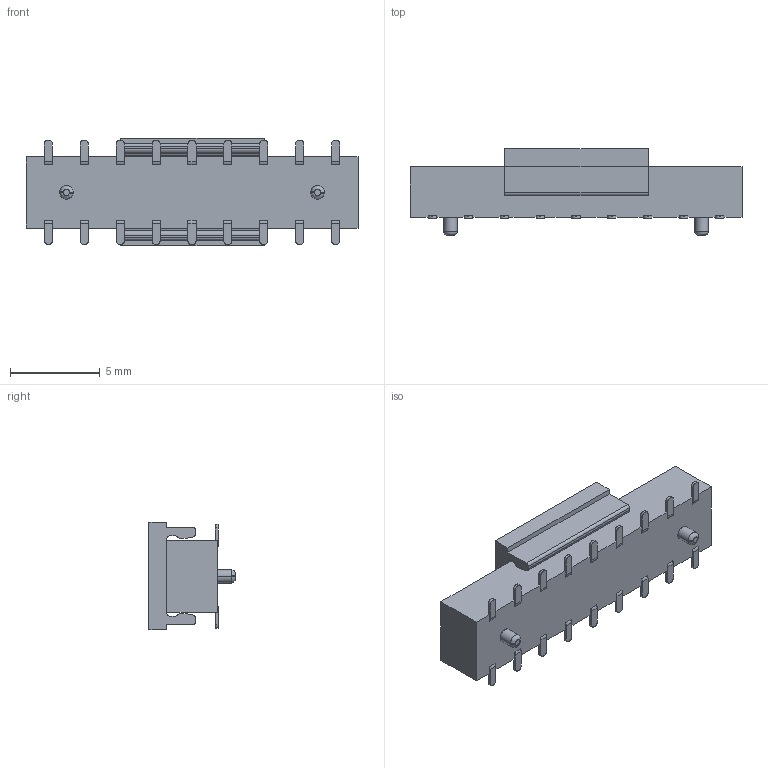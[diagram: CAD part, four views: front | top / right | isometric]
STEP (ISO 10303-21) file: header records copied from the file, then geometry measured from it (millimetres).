
FILE_DESCRIPTION( ('This file contains a STEP AP42 implementation' ,'as created by ZW3D STEP Interface translator.') ,'2;1' );
FILE_NAME( '2228-2XXMXXCUNX2.stp' ,'23 414.1023 9', (''), ('ZWCAD Software Co.'), 'Version 1.0', 'ZW3D to STEP translator', '' );
FILE_SCHEMA(('AUTOMOTIVE_DESIGN { 1 0 10303 214 1 1 1 1 }'));
Length unit declared in the file: millimetre
Products named in the file (2): 0; 2228-220MXXCUNX2
Bounding box: 18.5 x 4.81 x 6 mm (x, y, z)
Surface area: 799.1 mm2 (no closed solid volume)
Topology: 0 solids, 7 shells, 1500 faces, 4200 edges, 2742 vertices
Faces by surface type: plane 992, bspline 300, cylinder 208
Entity records: 67090 total; most frequent: CARTESIAN_POINT 36213, ORIENTED_EDGE 8328, EDGE_CURVE 4164, B_SPLINE_CURVE_WITH_KNOTS 3870, DIRECTION 2712, VERTEX_POINT 2706, EDGE_LOOP 1528, FACE_OUTER_BOUND 1500
